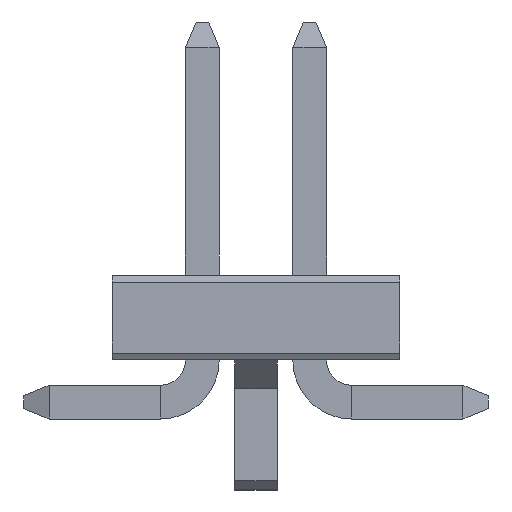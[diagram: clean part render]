
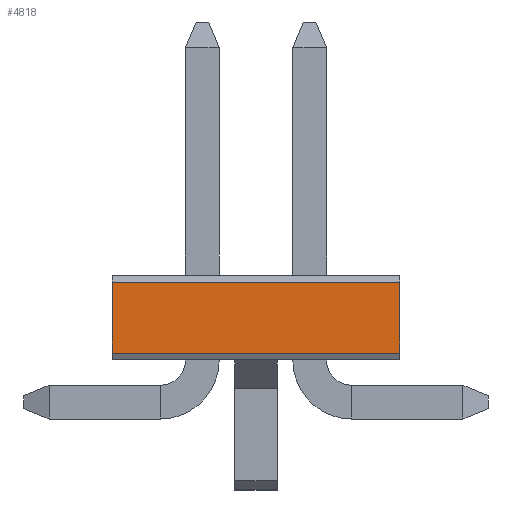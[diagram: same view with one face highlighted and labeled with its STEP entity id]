
A CAD part, left-side view. The second image highlights one B-rep face of the part: STEP entity #4818.
In plain terms, the highlighted planar face has unit normal (-1, 0, 0).
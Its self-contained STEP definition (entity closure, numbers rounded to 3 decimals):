
#285=FACE_OUTER_BOUND('',#563,.T.);
#563=EDGE_LOOP('',(#3778,#3779,#3780,#3781));
#1013=LINE('',#7250,#1609);
#1049=LINE('',#7323,#1645);
#1131=LINE('',#7481,#1727);
#1132=LINE('',#7483,#1728);
#1609=VECTOR('',#6005,1.);
#1645=VECTOR('',#6043,1.);
#1727=VECTOR('',#6183,1.);
#1728=VECTOR('',#6186,1.);
#2077=VERTEX_POINT('',#7247);
#2078=VERTEX_POINT('',#7249);
#2113=VERTEX_POINT('',#7320);
#2114=VERTEX_POINT('',#7322);
#2613=EDGE_CURVE('',#2078,#2077,#1013,.T.);
#2649=EDGE_CURVE('',#2113,#2114,#1049,.T.);
#2731=EDGE_CURVE('',#2078,#2113,#1131,.T.);
#2732=EDGE_CURVE('',#2077,#2114,#1132,.T.);
#3778=ORIENTED_EDGE('',*,*,#2649,.F.);
#3779=ORIENTED_EDGE('',*,*,#2731,.F.);
#3780=ORIENTED_EDGE('',*,*,#2613,.T.);
#3781=ORIENTED_EDGE('',*,*,#2732,.T.);
#4277=PLANE('',#5143);
#4818=ADVANCED_FACE('',(#285),#4277,.T.);
#5143=AXIS2_PLACEMENT_3D('',#7482,#6184,#6185);
#6005=DIRECTION('',(0.,0.,-1.));
#6043=DIRECTION('',(0.,0.,-1.));
#6183=DIRECTION('',(0.,-1.,0.));
#6184=DIRECTION('center_axis',(-1.,0.,0.));
#6185=DIRECTION('ref_axis',(0.,1.,0.));
#6186=DIRECTION('',(0.,-1.,0.));
#7247=CARTESIAN_POINT('',(-193.,33.655,-1.091));
#7249=CARTESIAN_POINT('',(-193.,33.655,-0.251));
#7250=CARTESIAN_POINT('',(-193.,33.655,-0.251));
#7320=CARTESIAN_POINT('',(-193.,30.255,-0.251));
#7322=CARTESIAN_POINT('',(-193.,30.255,-1.091));
#7323=CARTESIAN_POINT('',(-193.,30.255,-0.251));
#7481=CARTESIAN_POINT('',(-193.,33.655,-0.251));
#7482=CARTESIAN_POINT('Origin',(-193.,33.655,-0.171));
#7483=CARTESIAN_POINT('',(-193.,33.655,-1.091));
